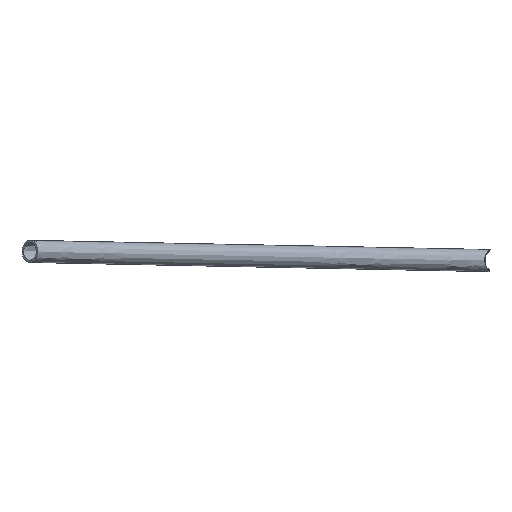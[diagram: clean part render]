
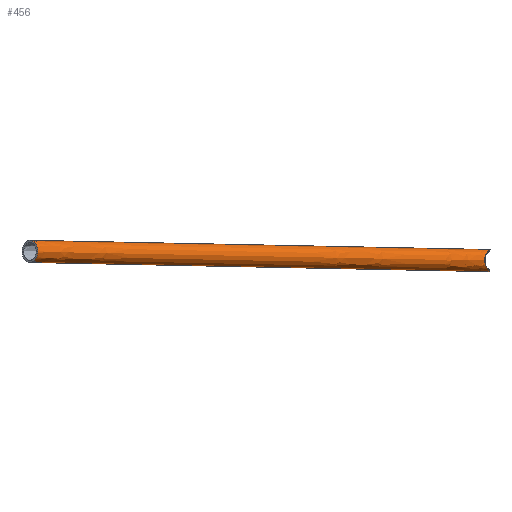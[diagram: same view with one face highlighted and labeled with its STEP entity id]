
A CAD part, left-side view. The second image highlights one B-rep face of the part: STEP entity #456.
In plain terms, the highlighted free-form (B-spline) face has degree [5, 4] with [6, 5] control points.
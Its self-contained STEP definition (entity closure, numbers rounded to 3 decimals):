
#57=CARTESIAN_POINT('Axis2P3D Location',(-656.,150.,-57.)) ;
#61=CARTESIAN_POINT('Vertex',(-655.895,150.257,-64.495)) ;
#63=CARTESIAN_POINT('Vertex',(-656.105,149.743,-49.505)) ;
#215=CARTESIAN_POINT('Vertex',(-338.872,-161.651,-55.725)) ;
#224=CARTESIAN_POINT('Vertex',(-338.062,-161.727,-70.726)) ;
#228=CARTESIAN_POINT('Control Point',(-338.062,-161.727,-70.726)) ;
#229=CARTESIAN_POINT('Control Point',(-401.629,-99.33,-69.48)) ;
#230=CARTESIAN_POINT('Control Point',(-465.196,-36.933,-68.234)) ;
#231=CARTESIAN_POINT('Control Point',(-528.762,25.463,-66.987)) ;
#232=CARTESIAN_POINT('Control Point',(-592.329,87.86,-65.741)) ;
#233=CARTESIAN_POINT('Control Point',(-655.895,150.257,-64.495)) ;
#236=CARTESIAN_POINT('Control Point',(-338.872,-161.651,-55.725)) ;
#237=CARTESIAN_POINT('Control Point',(-402.319,-99.372,-54.481)) ;
#238=CARTESIAN_POINT('Control Point',(-465.765,-37.093,-53.237)) ;
#239=CARTESIAN_POINT('Control Point',(-529.212,25.185,-51.993)) ;
#240=CARTESIAN_POINT('Control Point',(-592.658,87.464,-50.749)) ;
#241=CARTESIAN_POINT('Control Point',(-656.105,149.743,-49.505)) ;
#391=CARTESIAN_POINT('Control Point',(-327.379,-172.213,-70.936)) ;
#392=CARTESIAN_POINT('Control Point',(-332.632,-177.56,-71.192)) ;
#393=CARTESIAN_POINT('Control Point',(-335.364,-180.49,-63.826)) ;
#394=CARTESIAN_POINT('Control Point',(-332.842,-178.073,-56.203)) ;
#395=CARTESIAN_POINT('Control Point',(-327.589,-172.727,-55.946)) ;
#396=CARTESIAN_POINT('Control Point',(-393.082,-107.719,-69.648)) ;
#397=CARTESIAN_POINT('Control Point',(-398.336,-113.066,-69.904)) ;
#398=CARTESIAN_POINT('Control Point',(-401.067,-115.996,-62.538)) ;
#399=CARTESIAN_POINT('Control Point',(-398.545,-113.579,-54.914)) ;
#400=CARTESIAN_POINT('Control Point',(-393.292,-108.233,-54.658)) ;
#401=CARTESIAN_POINT('Control Point',(-458.786,-43.226,-68.359)) ;
#402=CARTESIAN_POINT('Control Point',(-464.039,-48.572,-68.616)) ;
#403=CARTESIAN_POINT('Control Point',(-466.77,-51.502,-61.249)) ;
#404=CARTESIAN_POINT('Control Point',(-464.249,-49.085,-53.626)) ;
#405=CARTESIAN_POINT('Control Point',(-458.995,-43.739,-53.37)) ;
#406=CARTESIAN_POINT('Control Point',(-524.489,21.268,-67.071)) ;
#407=CARTESIAN_POINT('Control Point',(-529.742,15.922,-67.328)) ;
#408=CARTESIAN_POINT('Control Point',(-532.474,12.992,-59.961)) ;
#409=CARTESIAN_POINT('Control Point',(-529.952,15.409,-52.338)) ;
#410=CARTESIAN_POINT('Control Point',(-524.699,20.755,-52.081)) ;
#411=CARTESIAN_POINT('Control Point',(-590.192,85.763,-65.783)) ;
#412=CARTESIAN_POINT('Control Point',(-595.445,80.416,-66.04)) ;
#413=CARTESIAN_POINT('Control Point',(-598.177,77.486,-58.673)) ;
#414=CARTESIAN_POINT('Control Point',(-595.655,79.903,-51.05)) ;
#415=CARTESIAN_POINT('Control Point',(-590.402,85.249,-50.793)) ;
#416=CARTESIAN_POINT('Control Point',(-655.895,150.257,-64.495)) ;
#417=CARTESIAN_POINT('Control Point',(-661.148,144.91,-64.751)) ;
#418=CARTESIAN_POINT('Control Point',(-663.88,141.98,-57.385)) ;
#419=CARTESIAN_POINT('Control Point',(-661.358,144.397,-49.762)) ;
#420=CARTESIAN_POINT('Control Point',(-656.105,149.743,-49.505)) ;
#422=CARTESIAN_POINT('Control Point',(-338.062,-161.727,-70.726)) ;
#423=CARTESIAN_POINT('Control Point',(-339.521,-161.662,-70.745)) ;
#424=CARTESIAN_POINT('Control Point',(-340.997,-161.474,-70.6)) ;
#425=CARTESIAN_POINT('Control Point',(-342.441,-161.205,-70.347)) ;
#426=CARTESIAN_POINT('Control Point',(-344.983,-160.63,-69.721)) ;
#427=CARTESIAN_POINT('Control Point',(-347.401,-159.951,-68.755)) ;
#428=CARTESIAN_POINT('Control Point',(-348.433,-159.642,-68.257)) ;
#429=CARTESIAN_POINT('Control Point',(-349.906,-159.177,-67.398)) ;
#430=CARTESIAN_POINT('Control Point',(-351.18,-158.753,-66.253)) ;
#431=CARTESIAN_POINT('Control Point',(-351.563,-158.623,-65.85)) ;
#432=CARTESIAN_POINT('Control Point',(-352.061,-158.452,-65.203)) ;
#433=CARTESIAN_POINT('Control Point',(-352.417,-158.326,-64.463)) ;
#434=CARTESIAN_POINT('Control Point',(-352.512,-158.292,-64.223)) ;
#435=CARTESIAN_POINT('Control Point',(-352.741,-158.209,-63.463)) ;
#436=CARTESIAN_POINT('Control Point',(-352.76,-158.197,-62.653)) ;
#437=CARTESIAN_POINT('Control Point',(-352.651,-158.23,-62.111)) ;
#438=CARTESIAN_POINT('Control Point',(-352.229,-158.368,-61.039)) ;
#439=CARTESIAN_POINT('Control Point',(-351.519,-158.601,-60.156)) ;
#440=CARTESIAN_POINT('Control Point',(-351.091,-158.741,-59.733)) ;
#441=CARTESIAN_POINT('Control Point',(-350.177,-159.035,-58.972)) ;
#442=CARTESIAN_POINT('Control Point',(-349.173,-159.348,-58.352)) ;
#443=CARTESIAN_POINT('Control Point',(-348.655,-159.507,-58.069)) ;
#444=CARTESIAN_POINT('Control Point',(-346.517,-160.146,-57.028)) ;
#445=CARTESIAN_POINT('Control Point',(-344.226,-160.757,-56.349)) ;
#446=CARTESIAN_POINT('Control Point',(-342.474,-161.164,-55.976)) ;
#447=CARTESIAN_POINT('Control Point',(-340.669,-161.487,-55.744)) ;
#448=CARTESIAN_POINT('Control Point',(-338.872,-161.651,-55.725)) ;
#58=DIRECTION('Axis2P3D Direction',(-0.714,0.7,0.014)) ;
#59=AXIS2_PLACEMENT_3D('Circle Axis2P3D',#57,#58,$) ;
#451=ORIENTED_EDGE('',*,*,#449,.T.) ;
#452=ORIENTED_EDGE('',*,*,#242,.T.) ;
#453=ORIENTED_EDGE('',*,*,#65,.F.) ;
#454=ORIENTED_EDGE('',*,*,#234,.F.) ;
#456=ADVANCED_FACE('Corps principal',(#455),#390,.F.) ;
#421=B_SPLINE_CURVE_WITH_KNOTS('',5,(#422,#423,#424,#425,#426,#427,#428,#429,#430,#431,#432,#433,#434,#435,#436,#437,#438,#439,#440,#441,#442,#443,#444,#445,#446,#447,#448),.UNSPECIFIED.,.F.,.U.,(6,3,3,3,3,3,3,3,6),(0.,10.594,18.969,22.917,24.714,28.398,32.661,36.966,50.021),.UNSPECIFIED.) ;
#60=CIRCLE('generated circle',#59,7.5) ;
#65=EDGE_CURVE('',#62,#64,#60,.T.) ;
#234=EDGE_CURVE('',#225,#62,#227,.T.) ;
#242=EDGE_CURVE('',#216,#64,#235,.T.) ;
#449=EDGE_CURVE('',#225,#216,#421,.T.) ;
#450=EDGE_LOOP('',(#451,#452,#453,#454)) ;
#455=FACE_OUTER_BOUND('',#450,.T.) ;
#62=VERTEX_POINT('',#61) ;
#64=VERTEX_POINT('',#63) ;
#216=VERTEX_POINT('',#215) ;
#225=VERTEX_POINT('',#224) ;
#227=(BOUNDED_CURVE()B_SPLINE_CURVE(5,(#228,#229,#230,#231,#232,#233),.UNSPECIFIED.,.F.,.U.)B_SPLINE_CURVE_WITH_KNOTS((6,6),(14.972,460.382),.UNSPECIFIED.)CURVE()GEOMETRIC_REPRESENTATION_ITEM()RATIONAL_B_SPLINE_CURVE((1.,1.,1.,1.,1.,1.))REPRESENTATION_ITEM('')) ;
#235=(BOUNDED_CURVE()B_SPLINE_CURVE(5,(#236,#237,#238,#239,#240,#241),.UNSPECIFIED.,.F.,.U.)B_SPLINE_CURVE_WITH_KNOTS((6,6),(15.812,460.382),.UNSPECIFIED.)CURVE()GEOMETRIC_REPRESENTATION_ITEM()RATIONAL_B_SPLINE_CURVE((1.,1.,1.,1.,1.,1.))REPRESENTATION_ITEM('')) ;
#390=(BOUNDED_SURFACE()B_SPLINE_SURFACE(5,4,((#391,#392,#393,#394,#395),(#396,#397,#398,#399,#400),(#401,#402,#403,#404,#405),(#406,#407,#408,#409,#410),(#411,#412,#413,#414,#415),(#416,#417,#418,#419,#420)),.UNSPECIFIED.,.F.,.F.,.U.)B_SPLINE_SURFACE_WITH_KNOTS((6,6),(5,5),(0.,460.382),(0.,23.562),.UNSPECIFIED.)GEOMETRIC_REPRESENTATION_ITEM()RATIONAL_B_SPLINE_SURFACE(((1.,0.707,0.667,0.707,1.),(1.,0.707,0.667,0.707,1.),(1.,0.707,0.667,0.707,1.),(1.,0.707,0.667,0.707,1.),(1.,0.707,0.667,0.707,1.),(1.,0.707,0.667,0.707,1.)))REPRESENTATION_ITEM('Rational BSpline Surface')SURFACE()) ;
